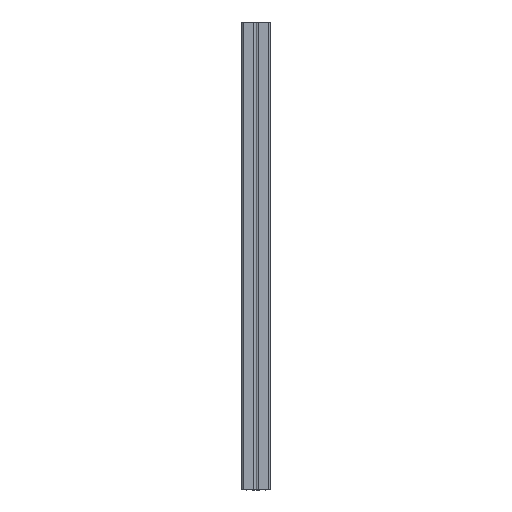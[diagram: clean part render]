
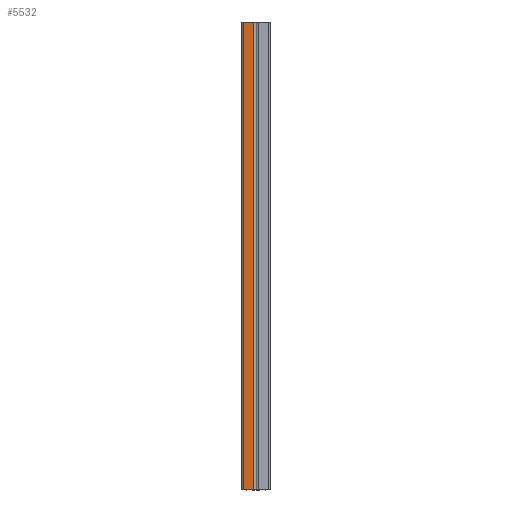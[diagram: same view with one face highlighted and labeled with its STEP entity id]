
A CAD part, left-side view. The second image highlights one B-rep face of the part: STEP entity #5532.
In plain terms, the highlighted planar face has unit normal (-1, 0, 0).
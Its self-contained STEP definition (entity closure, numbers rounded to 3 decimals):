
#35 = DIRECTION ( 'NONE',  ( 0., 1., 0. ) ) ;
#46 = EDGE_LOOP ( 'NONE', ( #35867, #4146, #4120, #2181 ) ) ;
#481 = EDGE_CURVE ( 'NONE', #32471, #4506, #5067, .T. ) ;
#2181 = ORIENTED_EDGE ( 'NONE', *, *, #29043, .T. ) ;
#2322 = EDGE_CURVE ( 'NONE', #3340, #4506, #14949, .T. ) ;
#3150 = CARTESIAN_POINT ( 'NONE',  ( -20.5, 0., -700. ) ) ;
#3221 = VERTEX_POINT ( 'NONE', #21209 ) ;
#3251 = DIRECTION ( 'NONE',  ( 0., 1., 0. ) ) ;
#3340 = VERTEX_POINT ( 'NONE', #18388 ) ;
#4120 = ORIENTED_EDGE ( 'NONE', *, *, #39685, .F. ) ;
#4146 = ORIENTED_EDGE ( 'NONE', *, *, #481, .F. ) ;
#4301 = CARTESIAN_POINT ( 'NONE',  ( -20.5, 0., -350. ) ) ;
#4506 = VERTEX_POINT ( 'NONE', #7898 ) ;
#5067 = LINE ( 'NONE', #17736, #34279 ) ;
#5532 = ADVANCED_FACE ( 'NONE', ( #21574 ), #10476, .F. ) ;
#6221 = AXIS2_PLACEMENT_3D ( 'NONE', #4301, #29243, #7374 ) ;
#6887 = CARTESIAN_POINT ( 'NONE',  ( -20.5, 3., -350. ) ) ;
#7374 = DIRECTION ( 'NONE',  ( 0., 0., -1. ) ) ;
#7898 = CARTESIAN_POINT ( 'NONE',  ( -20.5, 18., 0. ) ) ;
#9696 = VECTOR ( 'NONE', #31416, 1000. ) ;
#10476 = PLANE ( 'NONE',  #6221 ) ;
#11641 = VECTOR ( 'NONE', #35, 1000. ) ;
#12579 = LINE ( 'NONE', #6887, #9696 ) ;
#14096 = DIRECTION ( 'NONE',  ( 0., 0., 1. ) ) ;
#14949 = LINE ( 'NONE', #15627, #32208 ) ;
#15627 = CARTESIAN_POINT ( 'NONE',  ( -20.5, 0., 0. ) ) ;
#16452 = LINE ( 'NONE', #3150, #11641 ) ;
#17736 = CARTESIAN_POINT ( 'NONE',  ( -20.5, 18., -350. ) ) ;
#18388 = CARTESIAN_POINT ( 'NONE',  ( -20.5, 3., 0. ) ) ;
#21209 = CARTESIAN_POINT ( 'NONE',  ( -20.5, 3., -700. ) ) ;
#21574 = FACE_OUTER_BOUND ( 'NONE', #46, .T. ) ;
#29043 = EDGE_CURVE ( 'NONE', #3221, #3340, #12579, .T. ) ;
#29243 = DIRECTION ( 'NONE',  ( 1., 0., 0. ) ) ;
#31416 = DIRECTION ( 'NONE',  ( 0., 0., 1. ) ) ;
#32208 = VECTOR ( 'NONE', #3251, 1000. ) ;
#32471 = VERTEX_POINT ( 'NONE', #36310 ) ;
#34279 = VECTOR ( 'NONE', #14096, 1000. ) ;
#35867 = ORIENTED_EDGE ( 'NONE', *, *, #2322, .T. ) ;
#36310 = CARTESIAN_POINT ( 'NONE',  ( -20.5, 18., -700. ) ) ;
#39685 = EDGE_CURVE ( 'NONE', #3221, #32471, #16452, .T. ) ;
